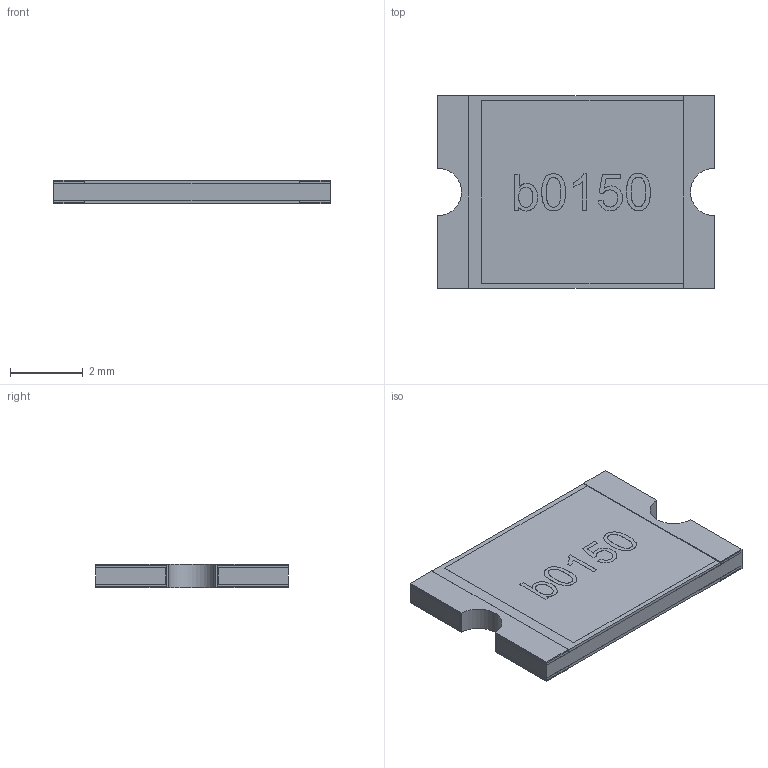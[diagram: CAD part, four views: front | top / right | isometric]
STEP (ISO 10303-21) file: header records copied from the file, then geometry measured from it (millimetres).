
FILE_DESCRIPTION(/* description */ (''),/* implementation_level */ '2;1');
FILE_NAME(/* name */ '0ZCF0150FF2C.step',/* time_stamp */ '2023-10-30T11:40:23+08:00',/* author */ (''),/* organization */ (''),/* preprocessor_version */ 'ST-DEVELOPER v20',/* originating_system */ 'Autodesk Translation Framework v12.14.0.127',/* authorisation */ '');
FILE_SCHEMA (('AUTOMOTIVE_DESIGN { 1 0 10303 214 3 1 1 }'));
Length unit declared in the file: millimetre
Products named in the file (8): 150; pptc; b soldermask; b soldermask (1); g soldermask; tin pad; circuit; m
Assembly tree (8 placements, depth 3):
  150
    pptc
    b soldermask
      b soldermask (1)
      g soldermask
    tin pad
    circuit
    m  x2
Bounding box: 7.6 x 5.3 x 0.65 mm (x, y, z)
Volume: 24.3 mm3; surface area: 413.6 mm2
Topology: 19 solids, 19 shells, 310 faces, 816 edges, 544 vertices
Faces by surface type: plane 150, bspline 150, cylinder 10
Entity records: 7296 total; most frequent: CARTESIAN_POINT 2400, ORIENTED_EDGE 1080, DIRECTION 710, EDGE_CURVE 540, LINE 370, VECTOR 370, VERTEX_POINT 360, EDGE_LOOP 214
